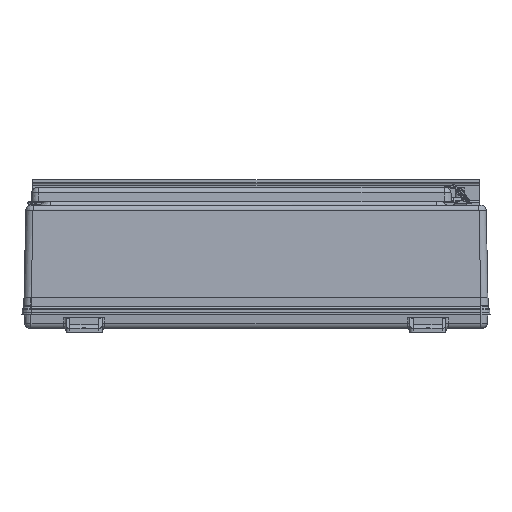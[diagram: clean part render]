
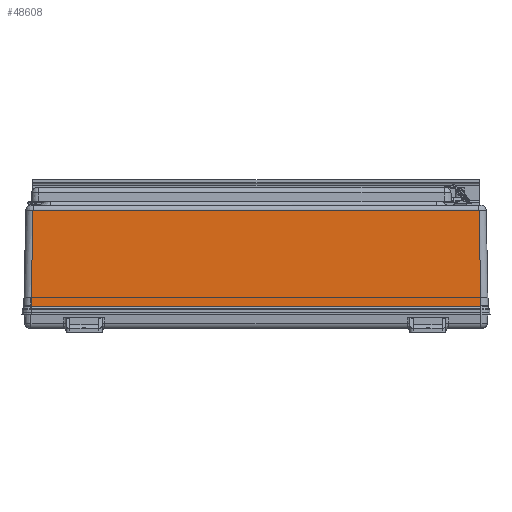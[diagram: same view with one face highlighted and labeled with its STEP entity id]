
A CAD part, front view. The second image highlights one B-rep face of the part: STEP entity #48608.
In plain terms, the highlighted planar face has unit normal (0, -1, 0.021).
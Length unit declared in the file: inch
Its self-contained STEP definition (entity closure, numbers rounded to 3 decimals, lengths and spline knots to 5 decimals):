
#5992 = CARTESIAN_POINT ( 'NONE',  ( -15.62162, -18.44965, 0. ) ) ;
#7484 = EDGE_LOOP ( 'NONE', ( #54026, #10108, #16459, #56242, #41212, #8194 ) ) ;
#8194 = ORIENTED_EDGE ( 'NONE', *, *, #60377, .T. ) ;
#9484 = CARTESIAN_POINT ( 'NONE',  ( 15.48472, -18.31272, 6.63274 ) ) ;
#9849 = DIRECTION ( 'NONE',  ( 0., -1., 0.021 ) ) ;
#10108 = ORIENTED_EDGE ( 'NONE', *, *, #69163, .F. ) ;
#10201 = VECTOR ( 'NONE', #63814, 39.37008 ) ;
#11064 = VERTEX_POINT ( 'NONE', #5992 ) ;
#11567 = VECTOR ( 'NONE', #78434, 39.37008 ) ;
#12754 = EDGE_CURVE ( 'NONE', #74923, #33991, #51964, .T. ) ;
#13023 = DIRECTION ( 'NONE',  ( 0., -0.021, -1. ) ) ;
#16459 = ORIENTED_EDGE ( 'NONE', *, *, #17356, .T. ) ;
#17356 = EDGE_CURVE ( 'NONE', #65974, #69784, #22963, .T. ) ;
#21094 = CARTESIAN_POINT ( 'NONE',  ( -15.48472, -18.31272, 6.63274 ) ) ;
#21754 = CARTESIAN_POINT ( 'NONE',  ( -16.12155, -18.31272, 6.63274 ) ) ;
#22963 = LINE ( 'NONE', #75705, #10201 ) ;
#23014 = FACE_OUTER_BOUND ( 'NONE', #7484, .T. ) ;
#26350 = VECTOR ( 'NONE', #65869, 39.37008 ) ;
#27447 = EDGE_CURVE ( 'NONE', #43957, #11064, #44148, .T. ) ;
#29629 = DIRECTION ( 'NONE',  ( 0., -0.021, -1. ) ) ;
#33991 = VERTEX_POINT ( 'NONE', #76358 ) ;
#36070 = LINE ( 'NONE', #49517, #63614 ) ;
#36265 = AXIS2_PLACEMENT_3D ( 'NONE', #79288, #9849, #29629 ) ;
#36467 = VECTOR ( 'NONE', #13023, 39.37008 ) ;
#38921 = CARTESIAN_POINT ( 'NONE',  ( -15.48472, -18.31272, 6.63274 ) ) ;
#40223 = LINE ( 'NONE', #21754, #26350 ) ;
#41212 = ORIENTED_EDGE ( 'NONE', *, *, #12754, .F. ) ;
#43957 = VERTEX_POINT ( 'NONE', #38921 ) ;
#44148 = LINE ( 'NONE', #21094, #11567 ) ;
#48608 = ADVANCED_FACE ( 'NONE', ( #23014 ), #60783, .T. ) ;
#49517 = CARTESIAN_POINT ( 'NONE',  ( -15.62158, -18.44976, -0.00548 ) ) ;
#50783 = CARTESIAN_POINT ( 'NONE',  ( 15.62158, -18.44976, -0.00548 ) ) ;
#51964 = LINE ( 'NONE', #59778, #56874 ) ;
#54026 = ORIENTED_EDGE ( 'NONE', *, *, #27447, .T. ) ;
#56242 = ORIENTED_EDGE ( 'NONE', *, *, #76207, .F. ) ;
#56874 = VECTOR ( 'NONE', #71907, 39.37008 ) ;
#59309 = CARTESIAN_POINT ( 'NONE',  ( 15.62158, -18.44988, -0.01096 ) ) ;
#59778 = CARTESIAN_POINT ( 'NONE',  ( 15.615, -18.443, 0.32223 ) ) ;
#60377 = EDGE_CURVE ( 'NONE', #74923, #43957, #40223, .T. ) ;
#60783 = PLANE ( 'NONE',  #36265 ) ;
#61888 = DIRECTION ( 'NONE',  ( 0., 0.021, 1. ) ) ;
#63614 = VECTOR ( 'NONE', #61888, 39.37008 ) ;
#63814 = DIRECTION ( 'NONE',  ( 1., 0., 0. ) ) ;
#65869 = DIRECTION ( 'NONE',  ( -1., 0., 0. ) ) ;
#65974 = VERTEX_POINT ( 'NONE', #66300 ) ;
#66300 = CARTESIAN_POINT ( 'NONE',  ( -15.62158, -18.44988, -0.01096 ) ) ;
#69163 = EDGE_CURVE ( 'NONE', #65974, #11064, #36070, .T. ) ;
#69784 = VERTEX_POINT ( 'NONE', #59309 ) ;
#71907 = DIRECTION ( 'NONE',  ( 0.021, -0.021, -1. ) ) ;
#73934 = LINE ( 'NONE', #50783, #36467 ) ;
#74923 = VERTEX_POINT ( 'NONE', #9484 ) ;
#75705 = CARTESIAN_POINT ( 'NONE',  ( -16.12155, -18.44988, -0.01096 ) ) ;
#76207 = EDGE_CURVE ( 'NONE', #33991, #69784, #73934, .T. ) ;
#76358 = CARTESIAN_POINT ( 'NONE',  ( 15.62162, -18.44965, 0. ) ) ;
#78434 = DIRECTION ( 'NONE',  ( -0.021, -0.021, -1. ) ) ;
#79288 = CARTESIAN_POINT ( 'NONE',  ( -16.12155, -18.44965, 0. ) ) ;
